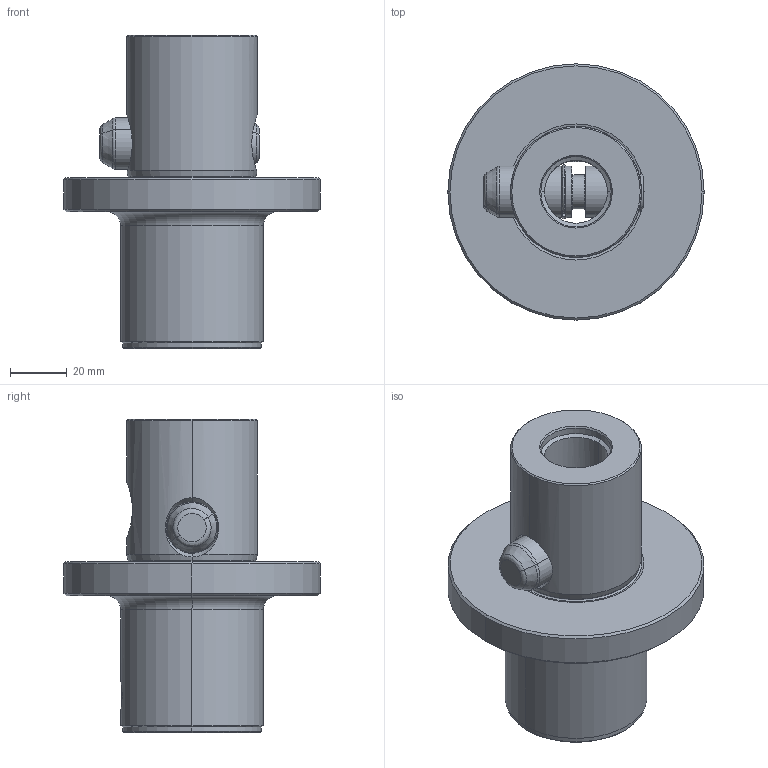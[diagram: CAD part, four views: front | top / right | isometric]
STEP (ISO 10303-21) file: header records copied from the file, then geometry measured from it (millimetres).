
FILE_DESCRIPTION(('no description'),'unknown implementation level');
FILE_NAME('63655888-9BF4-4614-B18B-BA2B5435479A_export.stp',' ',('CIMSOURCE GmbH'),('CADClick - KiM GmbH - www.kimweb.de'),'unknown preprocess','ACIS','unknown authorization');
FILE_SCHEMA(('automotive_design'));
Length unit declared in the file: millimetre
Products named in the file (4): 332.751 Kaiser CKS7 X CK5 X 100B|690.435 Kaiser ETL M10 X 14 CK5_Standard;NONE; 332.751 Kaiser CKS7 X CK5 X 100B|332.751 Kaiser CKS7 X CK5 X 100B_Standard;NONE; 332.751 Kaiser CKS7 X CK5 X 100B|691.507 Kaiser ETL �18 X 56K_Standard|691.527 Mitnehmerbolzen_Standard;NONE; 332.751 Kaiser CKS7 X CK5 X 100B|691.507 Kaiser ETL �18 X 56K_Standard|693.306 Sprengring_Standard;NONE
Bounding box: 90 x 90 x 110 mm (x, y, z)
Volume: 204441.1 mm3; surface area: 43668.3 mm2
Topology: 4 solids, 4 shells, 169 faces, 380 edges, 218 vertices
Faces by surface type: cone 54, cylinder 49, plane 38, torus 28
Entity records: 9843 total; most frequent: CARTESIAN_POINT 1613, DIRECTION 876, STYLED_ITEM 767, PRESENTATION_STYLE_ASSIGNMENT 767, COLOUR_RGB 767, ORIENTED_EDGE 752, EDGE_CURVE 376, CURVE_STYLE 376
